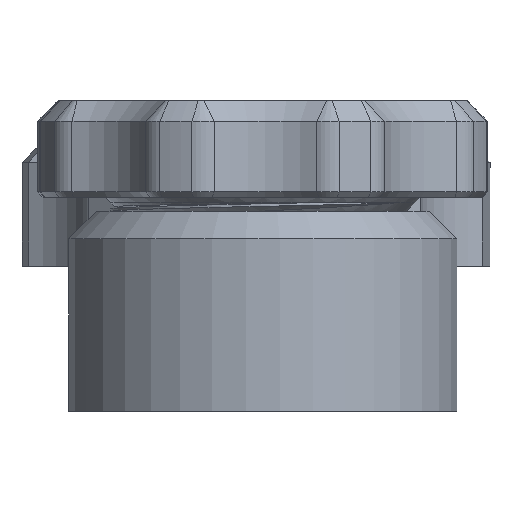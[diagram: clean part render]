
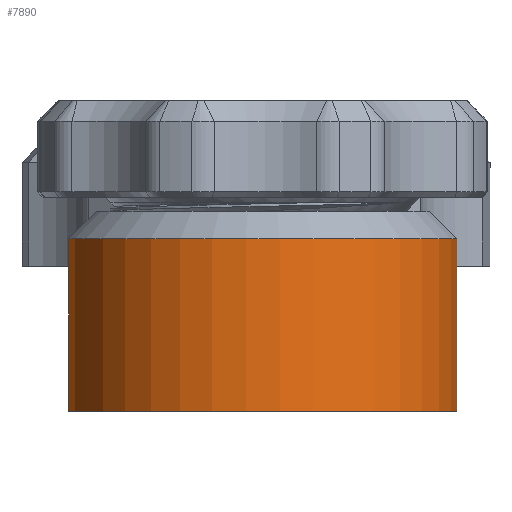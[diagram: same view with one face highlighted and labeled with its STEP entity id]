
A CAD part, left-side view. The second image highlights one B-rep face of the part: STEP entity #7890.
In plain terms, the highlighted cylindrical face has radius 14.1 mm (diameter 28.2 mm), a full revolution.
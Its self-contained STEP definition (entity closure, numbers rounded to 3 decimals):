
#685=FACE_OUTER_BOUND('',#1164,.T.);
#1164=EDGE_LOOP('',(#6606,#6607,#6608,#6609));
#1533=CIRCLE('',#8582,14.1);
#1534=CIRCLE('',#8585,14.1);
#2347=LINE('',#25571,#2790);
#2790=VECTOR('',#10190,14.1);
#3492=VERTEX_POINT('',#25565);
#3493=VERTEX_POINT('',#25570);
#4569=EDGE_CURVE('',#3492,#3492,#1533,.T.);
#4570=EDGE_CURVE('',#3492,#3493,#2347,.T.);
#4571=EDGE_CURVE('',#3493,#3493,#1534,.T.);
#6606=ORIENTED_EDGE('',*,*,#4569,.F.);
#6607=ORIENTED_EDGE('',*,*,#4570,.T.);
#6608=ORIENTED_EDGE('',*,*,#4571,.F.);
#6609=ORIENTED_EDGE('',*,*,#4570,.F.);
#7515=CYLINDRICAL_SURFACE('',#8584,14.1);
#7890=ADVANCED_FACE('',(#685),#7515,.T.);
#8582=AXIS2_PLACEMENT_3D('',#25567,#10184,#10185);
#8584=AXIS2_PLACEMENT_3D('',#25569,#10188,#10189);
#8585=AXIS2_PLACEMENT_3D('',#25572,#10191,#10192);
#10184=DIRECTION('center_axis',(-1.,0.,0.));
#10185=DIRECTION('ref_axis',(0.,-1.,0.));
#10188=DIRECTION('center_axis',(-1.,0.,0.));
#10189=DIRECTION('ref_axis',(0.,-1.,0.));
#10190=DIRECTION('',(1.,0.,0.));
#10191=DIRECTION('center_axis',(1.,0.,0.));
#10192=DIRECTION('ref_axis',(0.,-1.,0.));
#25565=CARTESIAN_POINT('',(201.771,-67.357,172.773));
#25567=CARTESIAN_POINT('Origin',(201.771,-81.457,172.773));
#25569=CARTESIAN_POINT('Origin',(206.771,-81.457,172.773));
#25570=CARTESIAN_POINT('',(214.271,-67.357,172.773));
#25571=CARTESIAN_POINT('',(206.771,-67.357,172.773));
#25572=CARTESIAN_POINT('Origin',(214.271,-81.457,172.773));
